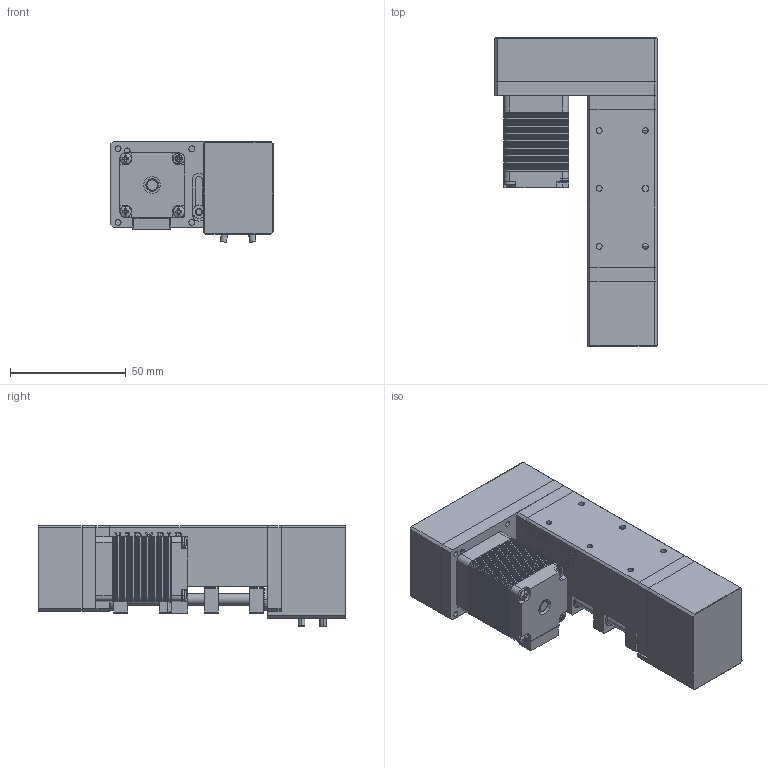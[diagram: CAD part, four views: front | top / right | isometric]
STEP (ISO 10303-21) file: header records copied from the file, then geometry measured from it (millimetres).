
FILE_DESCRIPTION (( 'STEP AP203' ), '1' );
FILE_NAME ('GPM304L1ZMN2后折.STEP', '2021-06-19T06:53:15', ( '微软用户' ), ( '微软中国' ), 'SwSTEP 2.0', 'SolidWorks 2016', '' );
FILE_SCHEMA (( 'CONFIG_CONTROL_DESIGN' ));
Length unit declared in the file: millimetre
Products named in the file (1): GPM304L1ZMN2綴殏
Bounding box: 70 x 133 x 43.51 mm (x, y, z)
Surface area: 45739.5 mm2 (no closed solid volume)
Topology: 0 solids, 105 shells, 1031 faces, 3474 edges, 2458 vertices
Faces by surface type: plane 468, cylinder 375, cone 109, bspline 37, torus 32, sphere 10
Entity records: 39534 total; most frequent: CARTESIAN_POINT 9950, DIRECTION 6332, ORIENTED_EDGE 5095, EDGE_CURVE 3474, VERTEX_POINT 2458, AXIS2_PLACEMENT_3D 2180, VECTOR 1972, LINE 1972
